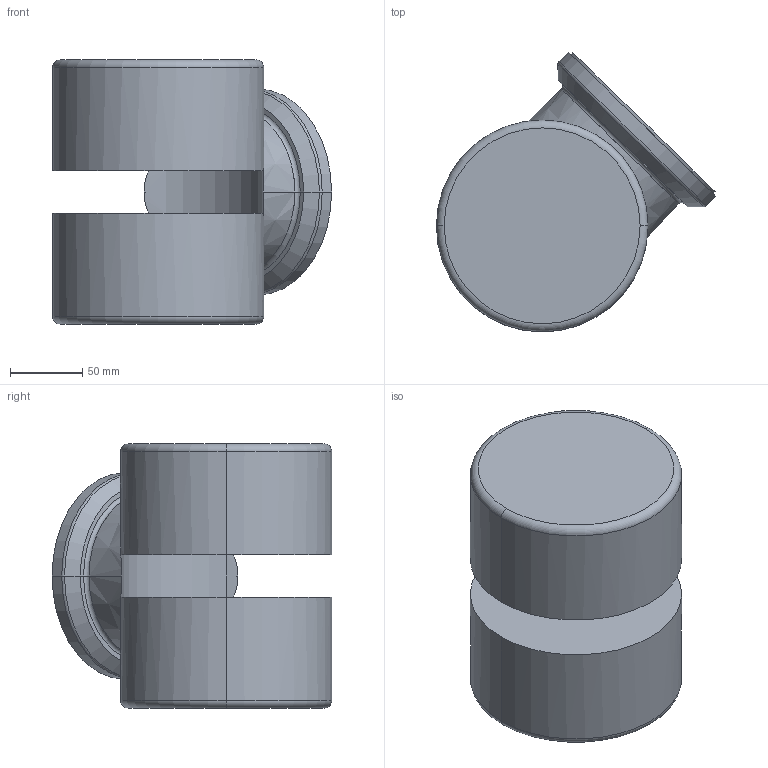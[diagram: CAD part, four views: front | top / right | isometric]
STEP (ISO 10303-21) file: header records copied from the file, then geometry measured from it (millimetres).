
FILE_DESCRIPTION (( 'STEP AP203' ), '1' );
FILE_NAME ('Arm4_Default_sldprt.STEP', '2018-11-27T18:59:52', ( '' ), ( '' ), 'SwSTEP 2.0', 'SolidWorks 2018', '' );
FILE_SCHEMA (( 'CONFIG_CONTROL_DESIGN' ));
Length unit declared in the file: inch
Products named in the file (1): Arm4_Default_sldprt
Bounding box: 192.73 x 193.16 x 182.36 mm (x, y, z)
Volume: 2997530.6 mm3; surface area: 166465 mm2
Topology: 1 solids, 1 shells, 32 faces, 67 edges, 38 vertices
Faces by surface type: torus 10, cylinder 10, cone 6, plane 6
Entity records: 1088 total; most frequent: CARTESIAN_POINT 308, DIRECTION 169, ORIENTED_EDGE 134, AXIS2_PLACEMENT_3D 77, EDGE_CURVE 67, CIRCLE 44, VERTEX_POINT 38, EDGE_LOOP 33
